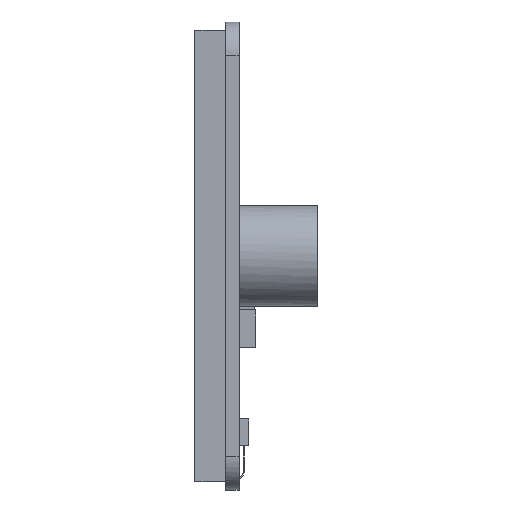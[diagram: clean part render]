
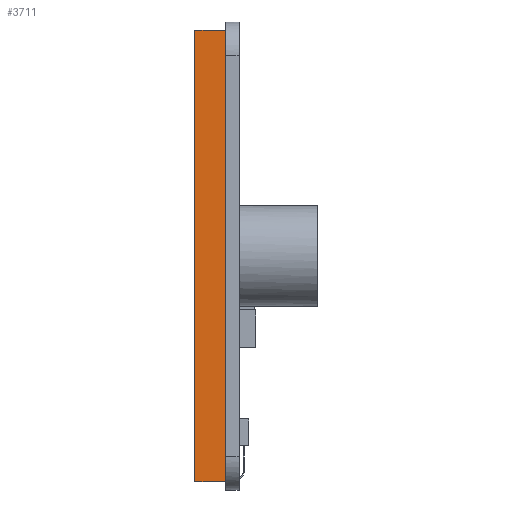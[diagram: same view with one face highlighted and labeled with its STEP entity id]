
A CAD part, left-side view. The second image highlights one B-rep face of the part: STEP entity #3711.
In plain terms, the highlighted free-form (B-spline) face has degree [1, 1] with [2, 2] control points.
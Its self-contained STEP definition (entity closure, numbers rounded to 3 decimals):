
#2084 = VERTEX_POINT('',#2085);
#2085 = CARTESIAN_POINT('',(-51.388,1.711,
    28.876));
#2090 = EDGE_CURVE('',#2091,#2084,#2093,.T.);
#2091 = VERTEX_POINT('',#2092);
#2092 = CARTESIAN_POINT('',(-51.388,1.711,
    -28.876));
#2093 = B_SPLINE_CURVE_WITH_KNOTS('',1,(#2094,#2095),.UNSPECIFIED.,.F.,
  .F.,(2,2),(-27.,27.),.PIECEWISE_BEZIER_KNOTS.);
#2094 = CARTESIAN_POINT('',(-51.388,1.711,
    -28.876));
#2095 = CARTESIAN_POINT('',(-51.388,1.711,
    28.876));
#3117 = VERTEX_POINT('',#3118);
#3118 = CARTESIAN_POINT('',(-51.388,5.668,
    -28.876));
#3123 = EDGE_CURVE('',#3117,#3124,#3126,.T.);
#3124 = VERTEX_POINT('',#3125);
#3125 = CARTESIAN_POINT('',(-51.388,5.668,
    28.876));
#3126 = B_SPLINE_CURVE_WITH_KNOTS('',1,(#3127,#3128),.UNSPECIFIED.,.F.,
  .F.,(2,2),(0.,54.),.PIECEWISE_BEZIER_KNOTS.);
#3127 = CARTESIAN_POINT('',(-51.388,5.668,
    -28.876));
#3128 = CARTESIAN_POINT('',(-51.388,5.668,
    28.876));
#3701 = EDGE_CURVE('',#3117,#2091,#3702,.T.);
#3702 = B_SPLINE_CURVE_WITH_KNOTS('',1,(#3703,#3704),.UNSPECIFIED.,.F.,
  .F.,(2,2),(-0.,3.7),.PIECEWISE_BEZIER_KNOTS.);
#3703 = CARTESIAN_POINT('',(-51.388,5.668,
    -28.876));
#3704 = CARTESIAN_POINT('',(-51.388,1.711,
    -28.876));
#3711 = ADVANCED_FACE('',(#3712),#3722,.F.);
#3712 = FACE_BOUND('',#3713,.T.);
#3713 = EDGE_LOOP('',(#3714,#3715,#3716,#3721));
#3714 = ORIENTED_EDGE('',*,*,#3701,.T.);
#3715 = ORIENTED_EDGE('',*,*,#2090,.T.);
#3716 = ORIENTED_EDGE('',*,*,#3717,.F.);
#3717 = EDGE_CURVE('',#3124,#2084,#3718,.T.);
#3718 = B_SPLINE_CURVE_WITH_KNOTS('',1,(#3719,#3720),.UNSPECIFIED.,.F.,
  .F.,(2,2),(-0.,3.7),.PIECEWISE_BEZIER_KNOTS.);
#3719 = CARTESIAN_POINT('',(-51.388,5.668,
    28.876));
#3720 = CARTESIAN_POINT('',(-51.388,1.711,
    28.876));
#3721 = ORIENTED_EDGE('',*,*,#3123,.F.);
#3722 = B_SPLINE_SURFACE_WITH_KNOTS('',1,1,(
    (#3723,#3724)
    ,(#3725,#3726
    )),.UNSPECIFIED.,.F.,.F.,.F.,(2,2),(2,2),(-54.,0.),(-3.7,0.),
  .PIECEWISE_BEZIER_KNOTS.);
#3723 = CARTESIAN_POINT('',(-51.388,1.711,
    28.876));
#3724 = CARTESIAN_POINT('',(-51.388,5.668,
    28.876));
#3725 = CARTESIAN_POINT('',(-51.388,1.711,
    -28.876));
#3726 = CARTESIAN_POINT('',(-51.388,5.668,
    -28.876));
